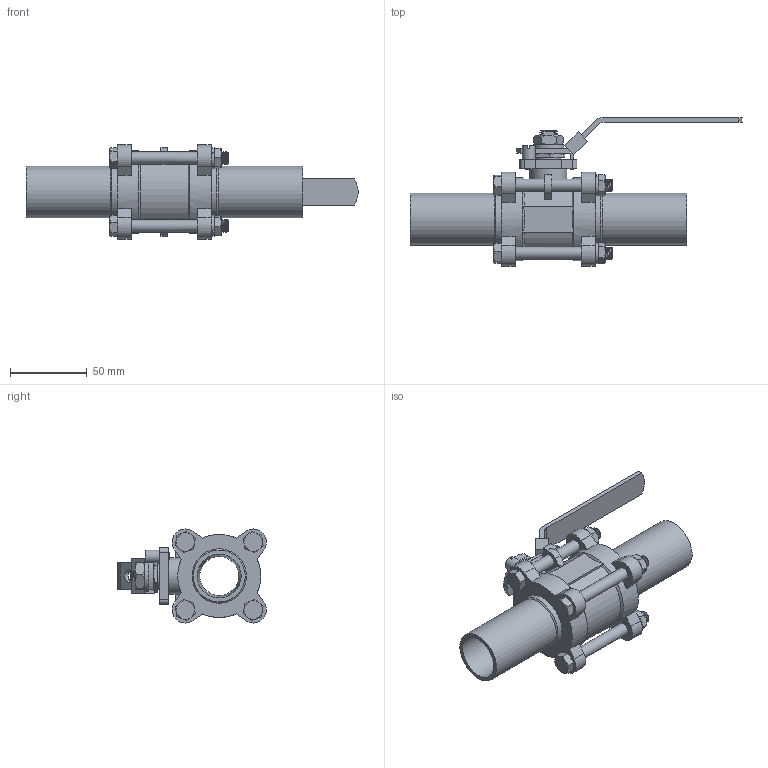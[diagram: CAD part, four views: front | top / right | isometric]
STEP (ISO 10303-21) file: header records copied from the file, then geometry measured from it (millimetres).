
FILE_DESCRIPTION(/* description */ ('Unknown'),/* implementation_level */ '2;1');
FILE_NAME(/* name */ 'R641-SL-PN63-BW-DN25',/* time_stamp */ '2023-09-12T08:58:59+08:00',/* author */ ('Unknown'),/* organization */ ('Unknown'),/* preprocessor_version */ 'ST-DEVELOPER v16.7',/* originating_system */ 'DEX',/* authorisation */ $);
FILE_SCHEMA (('AUTOMOTIVE_DESIGN {1 0 10303 214 3 1 1}'));
Length unit declared in the file: millimetre
Products named in the file (2): R641-SL-PN63-BW-DN25; V-3CS-EB  DN25
Assembly tree (1 placements, depth 2):
  R641-SL-PN63-BW-DN25
    V-3CS-EB  DN25
Bounding box: 215.95 x 96.6 x 61.19 mm (x, y, z)
Volume: 187126.1 mm3; surface area: 71290.8 mm2
Topology: 1 solids, 1 shells, 463 faces, 1340 edges, 878 vertices
Faces by surface type: plane 210, cone 105, cylinder 89, bspline 59
Full cylindrical faces by diameter (mm): 4.2 x3, 7.937 x12, 8 x1, 8.3 x1, 8.5 x10, 11.3 x1, 11.7 x1, 16.2 x1, 24 x1, 25.4 x1, 28.5 x2, 33.7 x2, 35.3 x2, 54 x2
Entity records: 33040 total; most frequent: CARTESIAN_POINT 22338, ORIENTED_EDGE 2540, DIRECTION 1804, EDGE_CURVE 1270, VERTEX_POINT 859, AXIS2_PLACEMENT_3D 691, EDGE_LOOP 539, FACE_BOUND 539
